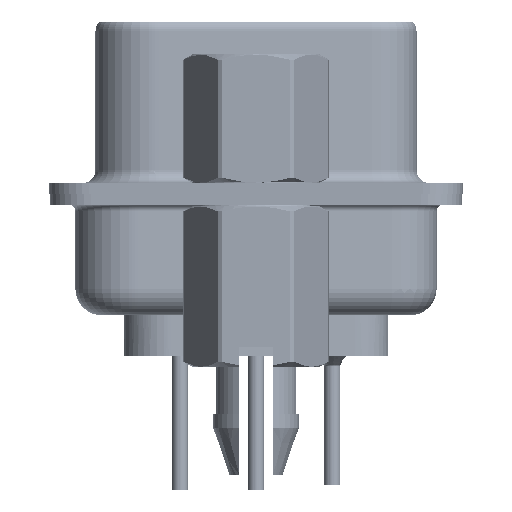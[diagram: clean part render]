
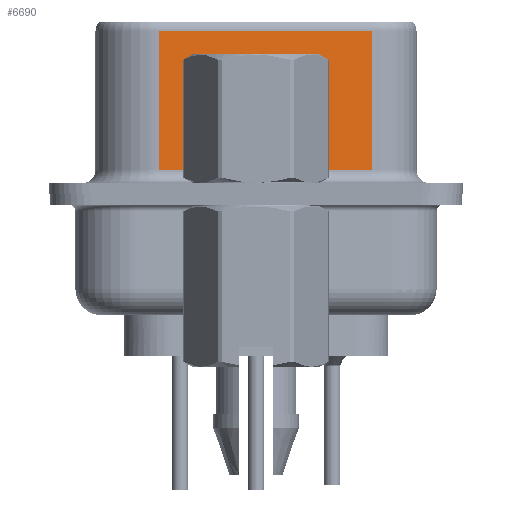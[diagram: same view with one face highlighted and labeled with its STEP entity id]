
A CAD part, left-side view. The second image highlights one B-rep face of the part: STEP entity #6690.
In plain terms, the highlighted planar face has unit normal (-0.985, -0.174, 0).
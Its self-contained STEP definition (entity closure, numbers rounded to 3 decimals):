
#510 = VECTOR ( 'NONE', #31104, 1000. ) ;
#708 = VERTEX_POINT ( 'NONE', #32298 ) ;
#1972 = VERTEX_POINT ( 'NONE', #30630 ) ;
#3397 = CARTESIAN_POINT ( 'NONE',  ( 3.73, 3.628, 6.05 ) ) ;
#3542 = DIRECTION ( 'NONE',  ( 0.985, 0.174, 0. ) ) ;
#4168 = LINE ( 'NONE', #10360, #12958 ) ;
#4854 = EDGE_CURVE ( 'NONE', #23226, #708, #33327, .T. ) ;
#6690 = ADVANCED_FACE ( 'NONE', ( #26711 ), #29473, .F. ) ;
#7785 = DIRECTION ( 'NONE',  ( -0.174, 0.985, 0. ) ) ;
#8233 = LINE ( 'NONE', #15025, #18463 ) ;
#10360 = CARTESIAN_POINT ( 'NONE',  ( 5.132, -4.322, 6.05 ) ) ;
#11167 = EDGE_CURVE ( 'NONE', #25827, #23226, #4168, .T. ) ;
#11793 = EDGE_CURVE ( 'NONE', #25827, #1972, #8233, .T. ) ;
#12958 = VECTOR ( 'NONE', #7785, 1000. ) ;
#15025 = CARTESIAN_POINT ( 'NONE',  ( 5.132, -4.322, 6.55 ) ) ;
#15576 = LINE ( 'NONE', #22176, #510 ) ;
#16745 = ORIENTED_EDGE ( 'NONE', *, *, #28739, .T. ) ;
#18463 = VECTOR ( 'NONE', #40740, 1000. ) ;
#19709 = CARTESIAN_POINT ( 'NONE',  ( 5.132, -4.322, 6.55 ) ) ;
#22176 = CARTESIAN_POINT ( 'NONE',  ( 5.132, -4.322, 0.9 ) ) ;
#22739 = DIRECTION ( 'NONE',  ( 0., 0., -1. ) ) ;
#23226 = VERTEX_POINT ( 'NONE', #3397 ) ;
#24623 = ORIENTED_EDGE ( 'NONE', *, *, #4854, .T. ) ;
#25665 = ORIENTED_EDGE ( 'NONE', *, *, #11167, .T. ) ;
#25827 = VERTEX_POINT ( 'NONE', #28061 ) ;
#26711 = FACE_OUTER_BOUND ( 'NONE', #32573, .T. ) ;
#27524 = ORIENTED_EDGE ( 'NONE', *, *, #11793, .F. ) ;
#28061 = CARTESIAN_POINT ( 'NONE',  ( 5.132, -4.322, 6.05 ) ) ;
#28739 = EDGE_CURVE ( 'NONE', #708, #1972, #15576, .T. ) ;
#29473 = PLANE ( 'NONE',  #34312 ) ;
#30151 = CARTESIAN_POINT ( 'NONE',  ( 3.73, 3.628, 6.55 ) ) ;
#30630 = CARTESIAN_POINT ( 'NONE',  ( 5.132, -4.322, 0.9 ) ) ;
#31104 = DIRECTION ( 'NONE',  ( 0.174, -0.985, 0. ) ) ;
#32298 = CARTESIAN_POINT ( 'NONE',  ( 3.73, 3.628, 0.9 ) ) ;
#32573 = EDGE_LOOP ( 'NONE', ( #27524, #25665, #24623, #16745 ) ) ;
#33327 = LINE ( 'NONE', #30151, #35537 ) ;
#34312 = AXIS2_PLACEMENT_3D ( 'NONE', #19709, #3542, #36490 ) ;
#35537 = VECTOR ( 'NONE', #22739, 1000. ) ;
#36490 = DIRECTION ( 'NONE',  ( -0.174, 0.985, 0. ) ) ;
#40740 = DIRECTION ( 'NONE',  ( 0., 0., -1. ) ) ;
